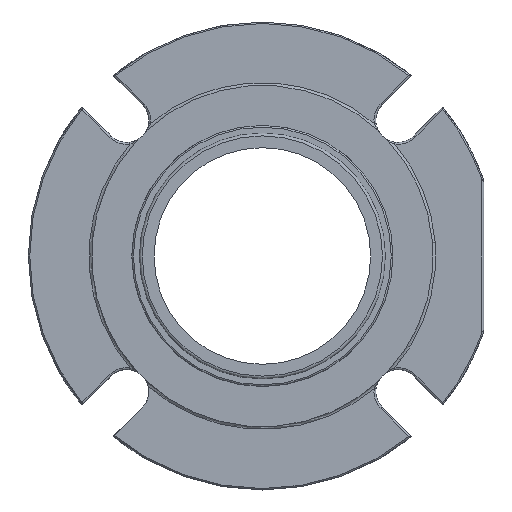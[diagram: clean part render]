
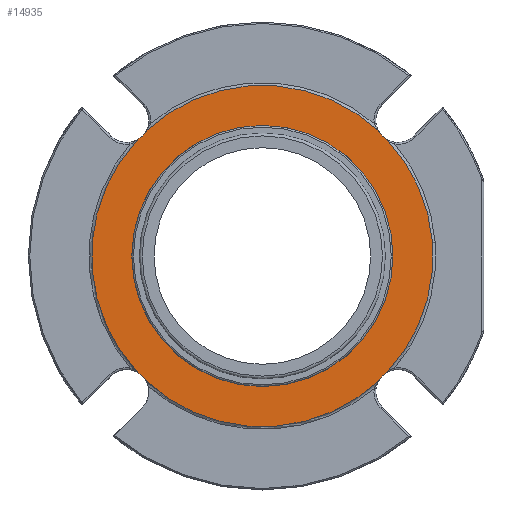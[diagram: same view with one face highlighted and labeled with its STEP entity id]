
A CAD part, left-side view. The second image highlights one B-rep face of the part: STEP entity #14935.
In plain terms, the highlighted planar face has unit normal (-1, 0, 0).
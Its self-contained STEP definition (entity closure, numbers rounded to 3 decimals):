
#1739=B_SPLINE_CURVE_WITH_KNOTS('',3,(#26137,#26138,#26139,#26140),
 .UNSPECIFIED.,.F.,.F.,(4,4),(0.,0.),.UNSPECIFIED.);
#1742=B_SPLINE_CURVE_WITH_KNOTS('',3,(#26185,#26186,#26187,#26188),
 .UNSPECIFIED.,.F.,.F.,(4,4),(0.,0.),
 .UNSPECIFIED.);
#1745=B_SPLINE_CURVE_WITH_KNOTS('',3,(#26233,#26234,#26235,#26236),
 .UNSPECIFIED.,.F.,.F.,(4,4),(0.,0.),.UNSPECIFIED.);
#1748=B_SPLINE_CURVE_WITH_KNOTS('',3,(#26281,#26282,#26283,#26284),
 .UNSPECIFIED.,.F.,.F.,(4,4),(0.,0.),
 .UNSPECIFIED.);
#1752=B_SPLINE_CURVE_WITH_KNOTS('',3,(#26338,#26339,#26340,#26341),
 .UNSPECIFIED.,.F.,.F.,(4,4),(0.,0.),.UNSPECIFIED.);
#1755=B_SPLINE_CURVE_WITH_KNOTS('',3,(#26386,#26387,#26388,#26389),
 .UNSPECIFIED.,.F.,.F.,(4,4),(0.,0.),.UNSPECIFIED.);
#1758=B_SPLINE_CURVE_WITH_KNOTS('',3,(#26434,#26435,#26436,#26437),
 .UNSPECIFIED.,.F.,.F.,(4,4),(0.,0.),.UNSPECIFIED.);
#4761=ORIENTED_EDGE('',*,*,#6586,.F.);
#4762=ORIENTED_EDGE('',*,*,#6585,.T.);
#4763=ORIENTED_EDGE('',*,*,#6583,.F.);
#4764=ORIENTED_EDGE('',*,*,#6581,.T.);
#4765=ORIENTED_EDGE('',*,*,#6579,.F.);
#4766=ORIENTED_EDGE('',*,*,#6577,.T.);
#4767=ORIENTED_EDGE('',*,*,#6575,.F.);
#4768=ORIENTED_EDGE('',*,*,#6573,.T.);
#4769=ORIENTED_EDGE('',*,*,#6571,.T.);
#4770=ORIENTED_EDGE('',*,*,#6569,.F.);
#4771=ORIENTED_EDGE('',*,*,#6567,.T.);
#4772=ORIENTED_EDGE('',*,*,#6565,.F.);
#4773=ORIENTED_EDGE('',*,*,#6563,.T.);
#4774=ORIENTED_EDGE('',*,*,#6561,.F.);
#4775=ORIENTED_EDGE('',*,*,#6559,.T.);
#4776=ORIENTED_EDGE('',*,*,#6557,.F.);
#6557=EDGE_CURVE('',#7610,#7611,#1739,.T.);
#6559=EDGE_CURVE('',#7612,#7611,#8167,.F.);
#6561=EDGE_CURVE('',#7612,#7613,#1742,.T.);
#6563=EDGE_CURVE('',#7614,#7613,#8168,.F.);
#6565=EDGE_CURVE('',#7614,#7615,#1745,.T.);
#6567=EDGE_CURVE('',#7616,#7615,#8169,.F.);
#6569=EDGE_CURVE('',#7616,#7617,#1748,.T.);
#6571=EDGE_CURVE('',#7618,#7617,#8170,.F.);
#6573=EDGE_CURVE('',#7619,#7618,#8171,.F.);
#6575=EDGE_CURVE('',#7619,#7620,#1752,.T.);
#6577=EDGE_CURVE('',#7621,#7620,#8172,.F.);
#6579=EDGE_CURVE('',#7621,#7622,#1755,.T.);
#6581=EDGE_CURVE('',#7623,#7622,#8173,.F.);
#6583=EDGE_CURVE('',#7623,#7624,#1758,.T.);
#6585=EDGE_CURVE('',#7610,#7624,#8174,.F.);
#6586=EDGE_CURVE('',#7625,#7625,#8175,.T.);
#7610=VERTEX_POINT('',#26136);
#7611=VERTEX_POINT('',#26141);
#7612=VERTEX_POINT('',#26152);
#7613=VERTEX_POINT('',#26189);
#7614=VERTEX_POINT('',#26200);
#7615=VERTEX_POINT('',#26237);
#7616=VERTEX_POINT('',#26248);
#7617=VERTEX_POINT('',#26285);
#7618=VERTEX_POINT('',#26296);
#7619=VERTEX_POINT('',#26305);
#7620=VERTEX_POINT('',#26342);
#7621=VERTEX_POINT('',#26353);
#7622=VERTEX_POINT('',#26390);
#7623=VERTEX_POINT('',#26401);
#7624=VERTEX_POINT('',#26438);
#7625=VERTEX_POINT('',#26451);
#8167=CIRCLE('',#15981,12.);
#8168=CIRCLE('',#15983,92.532);
#8169=CIRCLE('',#15985,12.);
#8170=CIRCLE('',#15987,92.532);
#8171=CIRCLE('',#15989,12.);
#8172=CIRCLE('',#15991,92.532);
#8173=CIRCLE('',#15993,12.);
#8174=CIRCLE('',#15995,92.532);
#8175=CIRCLE('',#15997,70.803);
#8857=EDGE_LOOP('',(#4761));
#8858=EDGE_LOOP('',(#4762,#4763,#4764,#4765,#4766,#4767,#4768,#4769,#4770,
#4771,#4772,#4773,#4774,#4775,#4776));
#9592=FACE_BOUND('',#8857,.T.);
#9593=FACE_BOUND('',#8858,.T.);
#9893=PLANE('',#15996);
#14935=ADVANCED_FACE('',(#9592,#9593),#9893,.T.);
#15981=AXIS2_PLACEMENT_3D('',#26151,#18581,#18582);
#15983=AXIS2_PLACEMENT_3D('',#26199,#18585,#18586);
#15985=AXIS2_PLACEMENT_3D('',#26247,#18589,#18590);
#15987=AXIS2_PLACEMENT_3D('',#26295,#18593,#18594);
#15989=AXIS2_PLACEMENT_3D('',#26304,#18597,#18598);
#15991=AXIS2_PLACEMENT_3D('',#26352,#18601,#18602);
#15993=AXIS2_PLACEMENT_3D('',#26400,#18605,#18606);
#15995=AXIS2_PLACEMENT_3D('',#26448,#18609,#18610);
#15996=AXIS2_PLACEMENT_3D('',#26449,#18611,#18612);
#15997=AXIS2_PLACEMENT_3D('',#26450,#18613,#18614);
#18581=DIRECTION('',(-1.,0.,0.));
#18582=DIRECTION('',(0.,0.,-1.));
#18585=DIRECTION('',(1.,0.,0.));
#18586=DIRECTION('',(0.,0.,1.));
#18589=DIRECTION('',(-1.,0.,0.));
#18590=DIRECTION('',(0.,0.,-1.));
#18593=DIRECTION('',(1.,0.,0.));
#18594=DIRECTION('',(0.,0.,1.));
#18597=DIRECTION('',(-1.,0.,0.));
#18598=DIRECTION('',(0.,0.,-1.));
#18601=DIRECTION('',(1.,0.,0.));
#18602=DIRECTION('',(0.,0.,1.));
#18605=DIRECTION('',(-1.,0.,0.));
#18606=DIRECTION('',(0.,0.,-1.));
#18609=DIRECTION('',(1.,0.,0.));
#18610=DIRECTION('',(0.,0.,1.));
#18611=DIRECTION('',(-1.,0.,0.));
#18612=DIRECTION('',(0.,0.,-1.));
#18613=DIRECTION('',(-1.,0.,0.));
#18614=DIRECTION('',(0.,-1.,0.));
#26136=CARTESIAN_POINT('',(0.919,-62.867,67.896));
#26137=CARTESIAN_POINT('',(0.919,-62.867,67.896));
#26138=CARTESIAN_POINT('',(0.919,-62.968,67.802));
#26139=CARTESIAN_POINT('',(0.919,-63.056,67.697));
#26140=CARTESIAN_POINT('',(0.919,-63.125,67.577));
#26141=CARTESIAN_POINT('',(0.919,-63.125,67.577));
#26151=CARTESIAN_POINT('',(0.919,-73.539,73.539));
#26152=CARTESIAN_POINT('',(0.919,-67.577,63.125));
#26185=CARTESIAN_POINT('',(0.919,-67.577,63.125));
#26186=CARTESIAN_POINT('',(0.919,-67.697,63.056));
#26187=CARTESIAN_POINT('',(0.919,-67.802,62.968));
#26188=CARTESIAN_POINT('',(0.919,-67.896,62.867));
#26189=CARTESIAN_POINT('',(0.919,-67.896,62.867));
#26199=CARTESIAN_POINT('',(0.919,0.,0.));
#26200=CARTESIAN_POINT('',(0.919,-67.896,-62.867));
#26233=CARTESIAN_POINT('',(0.919,-67.896,-62.867));
#26234=CARTESIAN_POINT('',(0.919,-67.802,-62.968));
#26235=CARTESIAN_POINT('',(0.919,-67.697,-63.056));
#26236=CARTESIAN_POINT('',(0.919,-67.577,-63.125));
#26237=CARTESIAN_POINT('',(0.919,-67.577,-63.125));
#26247=CARTESIAN_POINT('',(0.919,-73.539,-73.539));
#26248=CARTESIAN_POINT('',(0.919,-63.125,-67.577));
#26281=CARTESIAN_POINT('',(0.919,-63.125,-67.577));
#26282=CARTESIAN_POINT('',(0.919,-63.056,-67.697));
#26283=CARTESIAN_POINT('',(0.919,-62.968,-67.802));
#26284=CARTESIAN_POINT('',(0.919,-62.867,-67.896));
#26285=CARTESIAN_POINT('',(0.919,-62.867,-67.896));
#26295=CARTESIAN_POINT('',(0.919,0.,0.));
#26296=CARTESIAN_POINT('',(0.919,63.032,-67.743));
#26304=CARTESIAN_POINT('',(0.919,73.539,-73.539));
#26305=CARTESIAN_POINT('',(0.919,67.577,-63.125));
#26338=CARTESIAN_POINT('',(0.919,67.577,-63.125));
#26339=CARTESIAN_POINT('',(0.919,67.697,-63.056));
#26340=CARTESIAN_POINT('',(0.919,67.802,-62.968));
#26341=CARTESIAN_POINT('',(0.919,67.896,-62.867));
#26342=CARTESIAN_POINT('',(0.919,67.896,-62.867));
#26352=CARTESIAN_POINT('',(0.919,0.,0.));
#26353=CARTESIAN_POINT('',(0.919,67.896,62.867));
#26386=CARTESIAN_POINT('',(0.919,67.896,62.867));
#26387=CARTESIAN_POINT('',(0.919,67.802,62.968));
#26388=CARTESIAN_POINT('',(0.919,67.697,63.056));
#26389=CARTESIAN_POINT('',(0.919,67.577,63.125));
#26390=CARTESIAN_POINT('',(0.919,67.577,63.125));
#26400=CARTESIAN_POINT('',(0.919,73.539,73.539));
#26401=CARTESIAN_POINT('',(0.919,63.125,67.577));
#26434=CARTESIAN_POINT('',(0.919,63.125,67.577));
#26435=CARTESIAN_POINT('',(0.919,63.056,67.697));
#26436=CARTESIAN_POINT('',(0.919,62.968,67.802));
#26437=CARTESIAN_POINT('',(0.919,62.867,67.896));
#26438=CARTESIAN_POINT('',(0.919,62.867,67.896));
#26448=CARTESIAN_POINT('',(0.919,0.,0.));
#26449=CARTESIAN_POINT('',(0.919,0.,52.794));
#26450=CARTESIAN_POINT('',(0.919,0.,0.));
#26451=CARTESIAN_POINT('',(0.919,-70.803,0.));
